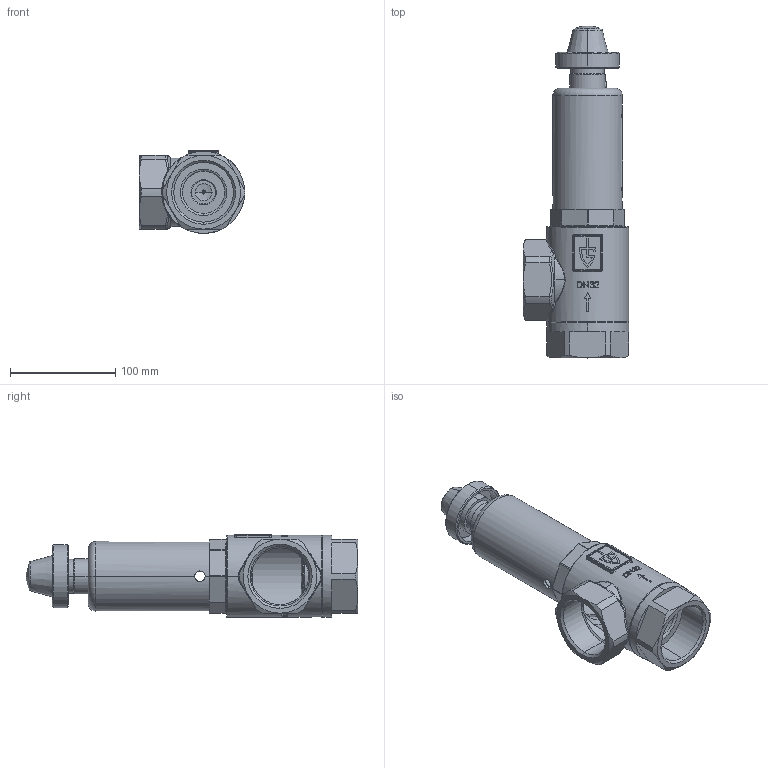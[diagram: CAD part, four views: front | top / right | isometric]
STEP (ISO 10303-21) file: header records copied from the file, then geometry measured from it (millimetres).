
FILE_DESCRIPTION (( 'STEP AP214' ), '1' );
FILE_NAME ('851 1 1-4 IG 2 Dummy.STEP', '2012-08-17T09:54:28', ( 'Blankenhorn' ), ( '' ), 'SwSTEP 2.0', 'SolidWorks 2011', '' );
FILE_SCHEMA (( 'AUTOMOTIVE_DESIGN' ));
Length unit declared in the file: millimetre
Products named in the file (1): 851 1 1-4 IG 2 Dummy
Bounding box: 100 x 315 x 78.5 mm (x, y, z)
Volume: 374462.9 mm3; surface area: 167268.2 mm2
Topology: 6 solids, 6 shells, 561 faces, 1413 edges, 890 vertices
Faces by surface type: plane 193, cylinder 143, bspline 107, cone 69, torus 37, sphere 12
Entity records: 29791 total; most frequent: CARTESIAN_POINT 11110, ORIENTED_EDGE 2826, DIRECTION 2288, EDGE_CURVE 1413, VERTEX_POINT 890, AXIS2_PLACEMENT_3D 888, EDGE_LOOP 603, UNCERTAINTY_MEASURE_WITH_UNIT 569
